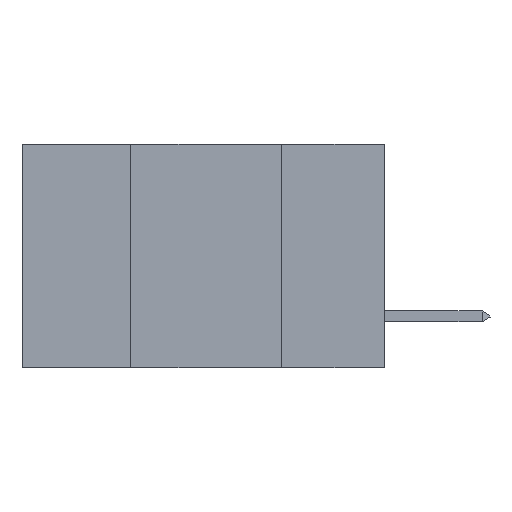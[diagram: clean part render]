
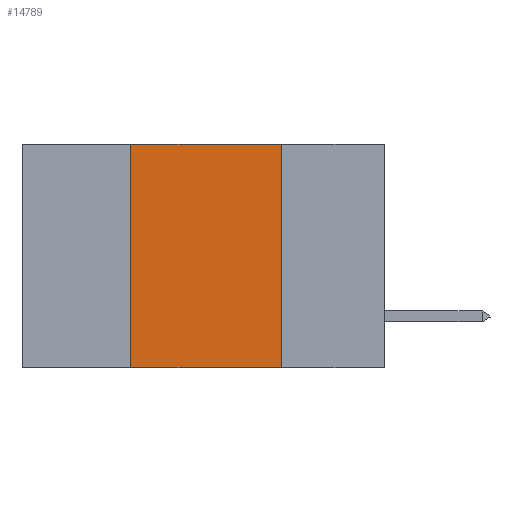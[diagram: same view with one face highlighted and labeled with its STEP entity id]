
A CAD part, left-side view. The second image highlights one B-rep face of the part: STEP entity #14789.
In plain terms, the highlighted planar face has unit normal (-1, 0, 0).
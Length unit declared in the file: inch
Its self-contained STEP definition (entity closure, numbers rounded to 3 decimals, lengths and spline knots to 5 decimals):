
#1374 = DIRECTION ( 'NONE',  ( 0., 0., 1. ) ) ;
#2030 = CARTESIAN_POINT ( 'NONE',  ( 0., 0.17, 0. ) ) ;
#2885 = VECTOR ( 'NONE', #36201, 39.37008 ) ;
#3600 = DIRECTION ( 'NONE',  ( 0., 0., -1. ) ) ;
#5052 = LINE ( 'NONE', #25109, #19329 ) ;
#5105 = ORIENTED_EDGE ( 'NONE', *, *, #15336, .F. ) ;
#7784 = EDGE_CURVE ( 'NONE', #11415, #8346, #10683, .T. ) ;
#8346 = VERTEX_POINT ( 'NONE', #12972 ) ;
#9515 = DIRECTION ( 'NONE',  ( 0., -1., 0. ) ) ;
#10683 = LINE ( 'NONE', #12420, #38064 ) ;
#11415 = VERTEX_POINT ( 'NONE', #25263 ) ;
#12420 = CARTESIAN_POINT ( 'NONE',  ( 0., 0.42, 0. ) ) ;
#12456 = EDGE_CURVE ( 'NONE', #11415, #20384, #5052, .T. ) ;
#12972 = CARTESIAN_POINT ( 'NONE',  ( 0., 0.42, 0. ) ) ;
#14773 = ORIENTED_EDGE ( 'NONE', *, *, #7784, .F. ) ;
#14789 = ADVANCED_FACE ( 'NONE', ( #44607 ), #44399, .F. ) ;
#15336 = EDGE_CURVE ( 'NONE', #37517, #20384, #34440, .T. ) ;
#19329 = VECTOR ( 'NONE', #9515, 39.37008 ) ;
#20384 = VERTEX_POINT ( 'NONE', #24508 ) ;
#21860 = ORIENTED_EDGE ( 'NONE', *, *, #12456, .T. ) ;
#24508 = CARTESIAN_POINT ( 'NONE',  ( 0., 0.17, -0.37 ) ) ;
#25109 = CARTESIAN_POINT ( 'NONE',  ( 0., 0.6, -0.37 ) ) ;
#25115 = EDGE_CURVE ( 'NONE', #8346, #37517, #31414, .T. ) ;
#25263 = CARTESIAN_POINT ( 'NONE',  ( 0., 0.42, -0.37 ) ) ;
#25355 = ORIENTED_EDGE ( 'NONE', *, *, #25115, .F. ) ;
#29937 = CARTESIAN_POINT ( 'NONE',  ( 0., 0.17, 0. ) ) ;
#31414 = LINE ( 'NONE', #47333, #2885 ) ;
#33250 = VECTOR ( 'NONE', #3600, 39.37008 ) ;
#33741 = DIRECTION ( 'NONE',  ( 1., 0., 0. ) ) ;
#34440 = LINE ( 'NONE', #2030, #33250 ) ;
#36201 = DIRECTION ( 'NONE',  ( 0., -1., 0. ) ) ;
#37244 = CARTESIAN_POINT ( 'NONE',  ( 0., 0.6, 0. ) ) ;
#37517 = VERTEX_POINT ( 'NONE', #29937 ) ;
#38064 = VECTOR ( 'NONE', #1374, 39.37008 ) ;
#38068 = DIRECTION ( 'NONE',  ( 0., 0., -1. ) ) ;
#42332 = AXIS2_PLACEMENT_3D ( 'NONE', #37244, #33741, #38068 ) ;
#44399 = PLANE ( 'NONE',  #42332 ) ;
#44607 = FACE_OUTER_BOUND ( 'NONE', #45833, .T. ) ;
#45833 = EDGE_LOOP ( 'NONE', ( #5105, #25355, #14773, #21860 ) ) ;
#47333 = CARTESIAN_POINT ( 'NONE',  ( 0., 0.6, 0. ) ) ;
